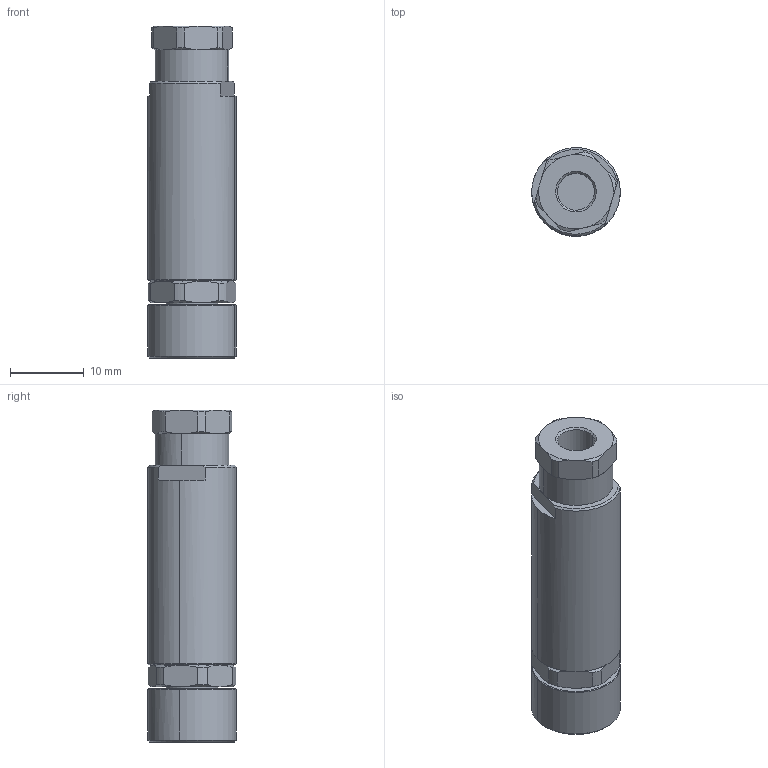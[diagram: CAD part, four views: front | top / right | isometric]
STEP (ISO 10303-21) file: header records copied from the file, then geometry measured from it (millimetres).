
FILE_DESCRIPTION(('CATIA V5 STEP Exchange','CAx-IF Rec.Pracs.--- Model Styling and Organization---1.4--- 2014-01-23'),'2;1');
FILE_NAME ('022233-2_0', '2021-03-08T07:43:35+00:00', ('none'), ('Weidmueller'), 'CATIA Version 5-6 Release 2016 SP3 HF44', 'CATIA V5 STEP AP214', 'none');
FILE_SCHEMA(('AUTOMOTIVE_DESIGN { 1 0 10303 214 1 1 1 1 }'));
Length unit declared in the file: millimetre
Products named in the file (1): 1803880000
Bounding box: 12 x 11.99 x 45 mm (x, y, z)
Volume: 4239 mm3; surface area: 2775.1 mm2
Topology: 2 solids, 2 shells, 122 faces, 281 edges, 173 vertices
Faces by surface type: cone 46, cylinder 38, plane 38
Entity records: 3729 total; most frequent: CARTESIAN_POINT 1110, ORIENTED_EDGE 562, DIRECTION 447, EDGE_CURVE 281, AXIS2_PLACEMENT_3D 229, VERTEX_POINT 173, EDGE_LOOP 134, ADVANCED_FACE 122
